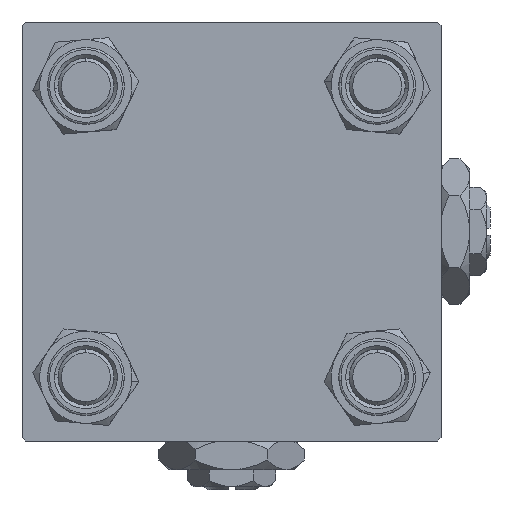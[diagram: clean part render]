
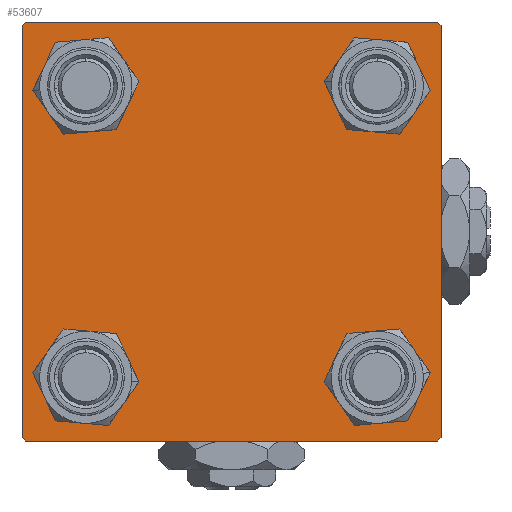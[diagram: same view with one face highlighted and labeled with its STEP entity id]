
A CAD part, left-side view. The second image highlights one B-rep face of the part: STEP entity #53607.
In plain terms, the highlighted planar face has unit normal (-1, 0, 0).
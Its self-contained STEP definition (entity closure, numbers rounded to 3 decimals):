
#95 = VERTEX_POINT ( 'NONE', #6213 ) ;
#197 = CARTESIAN_POINT ( 'NONE',  ( 0., -29.5, 30. ) ) ;
#532 = DIRECTION ( 'NONE',  ( 1., 0., 0. ) ) ;
#1297 = VERTEX_POINT ( 'NONE', #56422 ) ;
#1752 = VERTEX_POINT ( 'NONE', #14568 ) ;
#2036 = CIRCLE ( 'NONE', #26762, 4.5 ) ;
#2342 = FACE_BOUND ( 'NONE', #53924, .T. ) ;
#2533 = CIRCLE ( 'NONE', #50130, 4.5 ) ;
#2779 = CIRCLE ( 'NONE', #36028, 4.5 ) ;
#2853 = DIRECTION ( 'NONE',  ( 0., 0., 1. ) ) ;
#3148 = DIRECTION ( 'NONE',  ( 0., 0., 1. ) ) ;
#3431 = DIRECTION ( 'NONE',  ( 1., 0., 0. ) ) ;
#3445 = VERTEX_POINT ( 'NONE', #26381 ) ;
#4295 = DIRECTION ( 'NONE',  ( 1., 0., 0. ) ) ;
#4756 = AXIS2_PLACEMENT_3D ( 'NONE', #7978, #6815, #20481 ) ;
#5222 = EDGE_CURVE ( 'NONE', #55829, #57060, #57766, .T. ) ;
#5664 = DIRECTION ( 'NONE',  ( 1., 0., 0. ) ) ;
#6213 = CARTESIAN_POINT ( 'NONE',  ( 0., -20.85, 16.35 ) ) ;
#6707 = CIRCLE ( 'NONE', #13362, 4.5 ) ;
#6815 = DIRECTION ( 'NONE',  ( -1., 0., 0. ) ) ;
#7692 = VERTEX_POINT ( 'NONE', #34006 ) ;
#7705 = CARTESIAN_POINT ( 'NONE',  ( 0., 20.85, 20.85 ) ) ;
#7978 = CARTESIAN_POINT ( 'NONE',  ( 0., 0., 0. ) ) ;
#8882 = DIRECTION ( 'NONE',  ( 0., 0., 1. ) ) ;
#8991 = EDGE_CURVE ( 'NONE', #3445, #13406, #56672, .T. ) ;
#9466 = EDGE_CURVE ( 'NONE', #14391, #1297, #23667, .T. ) ;
#9695 = CIRCLE ( 'NONE', #29669, 4.5 ) ;
#10348 = DIRECTION ( 'NONE',  ( 0., 0., 1. ) ) ;
#10359 = DIRECTION ( 'NONE',  ( 0., -0.707, -0.707 ) ) ;
#10646 = EDGE_LOOP ( 'NONE', ( #37355, #27724 ) ) ;
#11484 = DIRECTION ( 'NONE',  ( 1., 0., 0. ) ) ;
#11548 = AXIS2_PLACEMENT_3D ( 'NONE', #58219, #3431, #2853 ) ;
#12172 = CARTESIAN_POINT ( 'NONE',  ( 0., -30., 30. ) ) ;
#12378 = ORIENTED_EDGE ( 'NONE', *, *, #9466, .T. ) ;
#12425 = FACE_BOUND ( 'NONE', #15127, .T. ) ;
#12452 = VECTOR ( 'NONE', #37957, 1000. ) ;
#13362 = AXIS2_PLACEMENT_3D ( 'NONE', #54013, #4295, #55172 ) ;
#13406 = VERTEX_POINT ( 'NONE', #197 ) ;
#13478 = CARTESIAN_POINT ( 'NONE',  ( 0., -20.85, 25.35 ) ) ;
#13615 = EDGE_CURVE ( 'NONE', #7692, #49574, #6707, .T. ) ;
#13876 = CARTESIAN_POINT ( 'NONE',  ( 0., -30., -29.5 ) ) ;
#14209 = DIRECTION ( 'NONE',  ( 0., -0.707, 0.707 ) ) ;
#14391 = VERTEX_POINT ( 'NONE', #44081 ) ;
#14568 = CARTESIAN_POINT ( 'NONE',  ( 0., -30., 29.5 ) ) ;
#14798 = EDGE_CURVE ( 'NONE', #38212, #28700, #9695, .T. ) ;
#15127 = EDGE_LOOP ( 'NONE', ( #39249, #25561 ) ) ;
#15865 = CARTESIAN_POINT ( 'NONE',  ( 0., 30., 30. ) ) ;
#16068 = ORIENTED_EDGE ( 'NONE', *, *, #23203, .T. ) ;
#16633 = DIRECTION ( 'NONE',  ( 1., 0., 0. ) ) ;
#18212 = CIRCLE ( 'NONE', #11548, 4.5 ) ;
#18238 = EDGE_CURVE ( 'NONE', #1297, #14391, #2533, .T. ) ;
#18796 = VERTEX_POINT ( 'NONE', #13478 ) ;
#19069 = VECTOR ( 'NONE', #32996, 1000. ) ;
#19242 = ORIENTED_EDGE ( 'NONE', *, *, #36522, .T. ) ;
#20481 = DIRECTION ( 'NONE',  ( 0., 0., 1. ) ) ;
#20622 = DIRECTION ( 'NONE',  ( 0., -1., 0. ) ) ;
#21693 = LINE ( 'NONE', #12172, #41802 ) ;
#22028 = DIRECTION ( 'NONE',  ( 1., 0., 0. ) ) ;
#22761 = ORIENTED_EDGE ( 'NONE', *, *, #18238, .T. ) ;
#23203 = EDGE_CURVE ( 'NONE', #41409, #39945, #57486, .T. ) ;
#23275 = VERTEX_POINT ( 'NONE', #13876 ) ;
#23667 = CIRCLE ( 'NONE', #26528, 4.5 ) ;
#23774 = LINE ( 'NONE', #41932, #19069 ) ;
#25302 = DIRECTION ( 'NONE',  ( 0., 0., -1. ) ) ;
#25561 = ORIENTED_EDGE ( 'NONE', *, *, #13615, .T. ) ;
#25891 = CARTESIAN_POINT ( 'NONE',  ( 0., 30., 30. ) ) ;
#26316 = VECTOR ( 'NONE', #25302, 1000. ) ;
#26381 = CARTESIAN_POINT ( 'NONE',  ( 0., 29.5, 30. ) ) ;
#26528 = AXIS2_PLACEMENT_3D ( 'NONE', #53156, #11484, #3148 ) ;
#26762 = AXIS2_PLACEMENT_3D ( 'NONE', #31534, #22028, #30943 ) ;
#27724 = ORIENTED_EDGE ( 'NONE', *, *, #14798, .T. ) ;
#27837 = EDGE_CURVE ( 'NONE', #39945, #23275, #37126, .T. ) ;
#28134 = CARTESIAN_POINT ( 'NONE',  ( 0., -29.75, 29.75 ) ) ;
#28700 = VERTEX_POINT ( 'NONE', #41600 ) ;
#29669 = AXIS2_PLACEMENT_3D ( 'NONE', #33837, #32948, #10348 ) ;
#30001 = FACE_BOUND ( 'NONE', #40617, .T. ) ;
#30007 = EDGE_CURVE ( 'NONE', #49574, #7692, #2779, .T. ) ;
#30132 = VECTOR ( 'NONE', #53006, 1000. ) ;
#30590 = PLANE ( 'NONE',  #4756 ) ;
#30802 = EDGE_CURVE ( 'NONE', #18796, #95, #40833, .T. ) ;
#30943 = DIRECTION ( 'NONE',  ( 0., 0., 1. ) ) ;
#31216 = DIRECTION ( 'NONE',  ( 0., 0., -1. ) ) ;
#31491 = VECTOR ( 'NONE', #10359, 1000. ) ;
#31502 = CARTESIAN_POINT ( 'NONE',  ( 0., 29.5, -30. ) ) ;
#31534 = CARTESIAN_POINT ( 'NONE',  ( 0., -20.85, 20.85 ) ) ;
#31705 = EDGE_CURVE ( 'NONE', #1752, #23275, #21693, .T. ) ;
#31851 = DIRECTION ( 'NONE',  ( 0., 0., 1. ) ) ;
#32638 = CARTESIAN_POINT ( 'NONE',  ( 0., 20.85, -20.85 ) ) ;
#32948 = DIRECTION ( 'NONE',  ( 1., 0., 0. ) ) ;
#32996 = DIRECTION ( 'NONE',  ( 0., 0.707, -0.707 ) ) ;
#33837 = CARTESIAN_POINT ( 'NONE',  ( 0., -20.85, -20.85 ) ) ;
#34006 = CARTESIAN_POINT ( 'NONE',  ( 0., 20.85, 16.35 ) ) ;
#34332 = CARTESIAN_POINT ( 'NONE',  ( 0., -29.5, -30. ) ) ;
#34466 = CARTESIAN_POINT ( 'NONE',  ( 0., -20.85, -25.35 ) ) ;
#34612 = EDGE_CURVE ( 'NONE', #1752, #13406, #41531, .T. ) ;
#34816 = CARTESIAN_POINT ( 'NONE',  ( 0., 30., -30. ) ) ;
#36028 = AXIS2_PLACEMENT_3D ( 'NONE', #7705, #16633, #53256 ) ;
#36522 = EDGE_CURVE ( 'NONE', #57060, #41409, #38544, .T. ) ;
#37011 = AXIS2_PLACEMENT_3D ( 'NONE', #53039, #5664, #31851 ) ;
#37126 = LINE ( 'NONE', #54450, #38845 ) ;
#37355 = ORIENTED_EDGE ( 'NONE', *, *, #56987, .T. ) ;
#37915 = ORIENTED_EDGE ( 'NONE', *, *, #34612, .T. ) ;
#37957 = DIRECTION ( 'NONE',  ( 0., 0.707, 0.707 ) ) ;
#38212 = VERTEX_POINT ( 'NONE', #34466 ) ;
#38544 = LINE ( 'NONE', #57607, #31491 ) ;
#38845 = VECTOR ( 'NONE', #14209, 1000. ) ;
#39249 = ORIENTED_EDGE ( 'NONE', *, *, #30007, .T. ) ;
#39250 = EDGE_CURVE ( 'NONE', #3445, #55829, #23774, .T. ) ;
#39945 = VERTEX_POINT ( 'NONE', #34332 ) ;
#40049 = ORIENTED_EDGE ( 'NONE', *, *, #39250, .T. ) ;
#40617 = EDGE_LOOP ( 'NONE', ( #53165, #48632 ) ) ;
#40833 = CIRCLE ( 'NONE', #37011, 4.5 ) ;
#41409 = VERTEX_POINT ( 'NONE', #31502 ) ;
#41531 = LINE ( 'NONE', #28134, #12452 ) ;
#41600 = CARTESIAN_POINT ( 'NONE',  ( 0., -20.85, -16.35 ) ) ;
#41685 = VECTOR ( 'NONE', #20622, 1000. ) ;
#41802 = VECTOR ( 'NONE', #31216, 1000. ) ;
#41932 = CARTESIAN_POINT ( 'NONE',  ( 0., 29.75, 29.75 ) ) ;
#44081 = CARTESIAN_POINT ( 'NONE',  ( 0., 20.85, -16.35 ) ) ;
#47159 = ORIENTED_EDGE ( 'NONE', *, *, #5222, .T. ) ;
#47587 = FACE_OUTER_BOUND ( 'NONE', #55629, .T. ) ;
#48632 = ORIENTED_EDGE ( 'NONE', *, *, #57239, .T. ) ;
#49516 = CARTESIAN_POINT ( 'NONE',  ( 0., 30., 29.5 ) ) ;
#49574 = VERTEX_POINT ( 'NONE', #56954 ) ;
#50130 = AXIS2_PLACEMENT_3D ( 'NONE', #32638, #532, #8882 ) ;
#51552 = CARTESIAN_POINT ( 'NONE',  ( 0., 30., -29.5 ) ) ;
#52645 = ORIENTED_EDGE ( 'NONE', *, *, #31705, .F. ) ;
#53006 = DIRECTION ( 'NONE',  ( 0., -1., 0. ) ) ;
#53039 = CARTESIAN_POINT ( 'NONE',  ( 0., -20.85, 20.85 ) ) ;
#53156 = CARTESIAN_POINT ( 'NONE',  ( 0., 20.85, -20.85 ) ) ;
#53165 = ORIENTED_EDGE ( 'NONE', *, *, #30802, .T. ) ;
#53230 = FACE_BOUND ( 'NONE', #10646, .T. ) ;
#53256 = DIRECTION ( 'NONE',  ( 0., 0., 1. ) ) ;
#53607 = ADVANCED_FACE ( 'NONE', ( #30001, #53230, #2342, #12425, #47587 ), #30590, .T. ) ;
#53924 = EDGE_LOOP ( 'NONE', ( #12378, #22761 ) ) ;
#54013 = CARTESIAN_POINT ( 'NONE',  ( 0., 20.85, 20.85 ) ) ;
#54450 = CARTESIAN_POINT ( 'NONE',  ( 0., -29.75, -29.75 ) ) ;
#54709 = ORIENTED_EDGE ( 'NONE', *, *, #8991, .F. ) ;
#55172 = DIRECTION ( 'NONE',  ( 0., 0., 1. ) ) ;
#55629 = EDGE_LOOP ( 'NONE', ( #47159, #19242, #16068, #56463, #52645, #37915, #54709, #40049 ) ) ;
#55829 = VERTEX_POINT ( 'NONE', #49516 ) ;
#56422 = CARTESIAN_POINT ( 'NONE',  ( 0., 20.85, -25.35 ) ) ;
#56463 = ORIENTED_EDGE ( 'NONE', *, *, #27837, .T. ) ;
#56672 = LINE ( 'NONE', #15865, #41685 ) ;
#56954 = CARTESIAN_POINT ( 'NONE',  ( 0., 20.85, 25.35 ) ) ;
#56987 = EDGE_CURVE ( 'NONE', #28700, #38212, #18212, .T. ) ;
#57060 = VERTEX_POINT ( 'NONE', #51552 ) ;
#57239 = EDGE_CURVE ( 'NONE', #95, #18796, #2036, .T. ) ;
#57486 = LINE ( 'NONE', #34816, #30132 ) ;
#57607 = CARTESIAN_POINT ( 'NONE',  ( 0., 29.75, -29.75 ) ) ;
#57766 = LINE ( 'NONE', #25891, #26316 ) ;
#58219 = CARTESIAN_POINT ( 'NONE',  ( 0., -20.85, -20.85 ) ) ;
